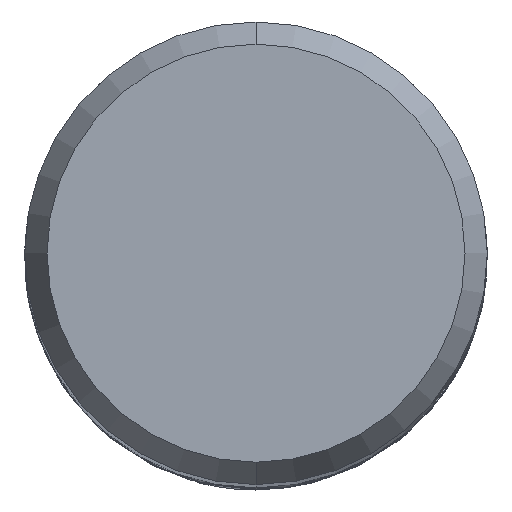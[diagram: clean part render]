
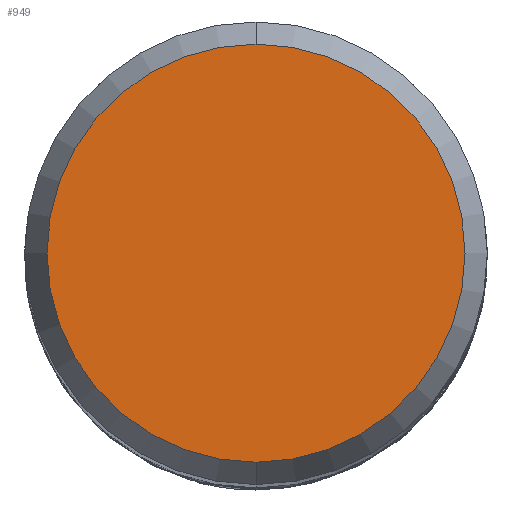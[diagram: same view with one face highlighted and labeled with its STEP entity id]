
A CAD part, top view. The second image highlights one B-rep face of the part: STEP entity #949.
In plain terms, the highlighted planar face has unit normal (0, 0, 1).
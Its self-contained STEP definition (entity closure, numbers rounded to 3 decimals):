
#949=ADVANCED_FACE('',(#2380),#2381,.T.);
#1083=EDGE_CURVE('',#1757,#1111,#2531,.T.);
#1111=VERTEX_POINT('',#2563);
#1397=EDGE_CURVE('',#1111,#1757,#2870,.T.);
#1757=VERTEX_POINT('',#3254);
#2380=FACE_OUTER_BOUND('',#7810,.T.);
#2381=PLANE('',#7811);
#2531=CIRCLE('',#9437,5.423);
#2563=CARTESIAN_POINT('',(0.0,5.423,0.0));
#2870=CIRCLE('',#12226,5.423);
#3254=CARTESIAN_POINT('',(0.,-5.423,0.0));
#7810=EDGE_LOOP('',(#21076,#21077));
#7811=AXIS2_PLACEMENT_3D('',#21078,#21079,#21080);
#9437=AXIS2_PLACEMENT_3D('',#21237,#21238,#21239);
#12226=AXIS2_PLACEMENT_3D('',#21577,#21578,#21579);
#21076=ORIENTED_EDGE('',*,*,#1397,.F.);
#21077=ORIENTED_EDGE('',*,*,#1083,.F.);
#21078=CARTESIAN_POINT('',(0.0,2.711,0.0));
#21079=DIRECTION('',(-0.0,0.0,1.0));
#21080=DIRECTION('',(0.0,-1.0,0.0));
#21237=CARTESIAN_POINT('',(0.0,0.0,0.0));
#21238=DIRECTION('',(0.0,0.0,-1.0));
#21239=DIRECTION('',(0.0,1.0,0.0));
#21577=CARTESIAN_POINT('',(0.0,0.0,0.0));
#21578=DIRECTION('',(0.0,0.0,-1.0));
#21579=DIRECTION('',(0.0,1.0,0.0));
